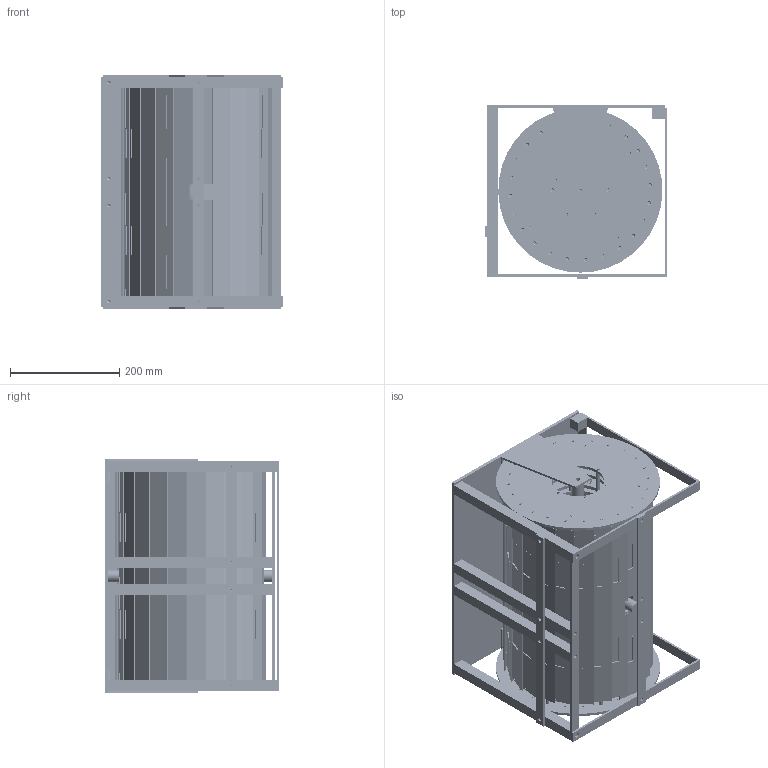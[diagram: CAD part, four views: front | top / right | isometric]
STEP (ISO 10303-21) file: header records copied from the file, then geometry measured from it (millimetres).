
FILE_DESCRIPTION((''),'2;1');
FILE_NAME('DD-MVDmodel1-3_FULL.stp','2008-05-29T13:09:46',('thomas'),(''),'Autodesk Inventor 2008','Autodesk Inventor 2008','');
FILE_SCHEMA(('AUTOMOTIVE_DESIGN { 1 0 10303 214 1 1 1 1 }'));
Length unit declared in the file: millimetre
Products named in the file (88): MVD-BTS-MSUP; MVD; MVD-LT; MVD-BL-HB; MVD-BL3; MVD-BL3-DN; GSUP-BL-3-DN; GSUP-BL-3-HR-vtx; GSUP-BL-3-HR-CAP-DN; GSUP-BL-CBR-M; GSUP-BL-SPC-S; BL-3-DN-SMOD-TP; BL-3-DN-LSUP-STV-TP; BL-SENS-STRIPRECT; BL-SENS-STRIPRECT-PASSIVE; BL-SENS-STRIPRECT-ACTIVE; BL-3-DN-SMOD-ZL; BL-3-DN-LSUP-STV-ZL; BL-3-DN-SMOD-ZS; BL-3-DN-LSUP-STV-ZS; MVD-BL3-UP; GSUP-BL-3-UP; GSUP-BL-3-HR-CAP-UP; GSUP-BL-CBR-L; GSUP-BL-CBR-S; BL-3-UP-SMOD-ZL; BL-3-UP-LSUP-STV-ZL; BL-3-UP-SMOD-TP; BL-3-UP-LSUP-STV-TP; BL-3-UP-SMOD-ZS; BL-3-UP-LSUP-STV-ZS; MVD-BL4; MVD-BL4-DN; GSUP-BL-4-DN; GSUP-BL-4-HR-vtx; GSUP-BL-4-HR-CAP-DN; BL-4-DN-SMOD-ZL; BL-4-LSUP-STV-ZL; BL-4-DN-SMOD-TP; BL-4-LSUP-STV-TP ...
Assembly tree (308 placements, depth 9):
  MVD-BTS-MSUP
    MVD
      MVD-LT
        MVD-BL-HB
          MVD-BL3
            MVD-BL3-DN
              GSUP-BL-3-DN
                GSUP-BL-3-HR-vtx
                GSUP-BL-3-HR-CAP-DN
                GSUP-BL-CBR-M  x8
                GSUP-BL-SPC-S  x4
              BL-3-DN-SMOD-TP
                BL-3-DN-LSUP-STV-TP
                BL-SENS-STRIPRECT  x2
                  BL-SENS-STRIPRECT-PASSIVE
                  BL-SENS-STRIPRECT-ACTIVE
              BL-3-DN-SMOD-ZL  x6
                BL-3-DN-LSUP-STV-ZL
                BL-SENS-STRIPRECT
                  BL-SENS-STRIPRECT-PASSIVE
                  BL-SENS-STRIPRECT-ACTIVE
              BL-3-DN-SMOD-ZS
                BL-3-DN-LSUP-STV-ZS
                BL-SENS-STRIPRECT  x2
                  BL-SENS-STRIPRECT-PASSIVE
                  BL-SENS-STRIPRECT-ACTIVE
            MVD-BL3-UP
              GSUP-BL-3-UP
                GSUP-BL-3-HR-vtx
                GSUP-BL-3-HR-CAP-UP
                GSUP-BL-CBR-L  x8
                GSUP-BL-CBR-S  x7
                GSUP-BL-SPC-S  x4
              BL-3-UP-SMOD-ZL  x6
                BL-3-UP-LSUP-STV-ZL
                BL-SENS-STRIPRECT
                  BL-SENS-STRIPRECT-PASSIVE
                  BL-SENS-STRIPRECT-ACTIVE
              BL-3-UP-SMOD-TP
                BL-3-UP-LSUP-STV-TP
                BL-SENS-STRIPRECT  x3
                  BL-SENS-STRIPRECT-PASSIVE
                  BL-SENS-STRIPRECT-ACTIVE
              BL-3-UP-SMOD-ZS
                BL-3-UP-LSUP-STV-ZS
                BL-SENS-STRIPRECT  x3
                  BL-SENS-STRIPRECT-PASSIVE
                  BL-SENS-STRIPRECT-ACTIVE
          MVD-BL4
            MVD-BL4-DN
              GSUP-BL-4-DN
                GSUP-BL-4-HR-vtx
                GSUP-BL-4-HR-CAP-DN
                GSUP-BL-CBR-L  x12
                GSUP-BL-SPC-S  x4
              BL-4-DN-SMOD-ZL  x10
                BL-4-LSUP-STV-ZL
                BL-SENS-STRIPRECT
                  BL-SENS-STRIPRECT-PASSIVE
                  BL-SENS-STRIPRECT-ACTIVE
Bounding box: 332 x 318 x 428 mm (x, y, z)
Volume: 5766584.2 mm3; surface area: 4002166.2 mm2
Topology: 884 solids, 885 shells, 8948 faces, 20929 edges, 14008 vertices
Faces by surface type: plane 7292, bspline 791, cylinder 734, cone 131
Full cylindrical faces by diameter (mm): 1.567 x2, 2.387 x42, 2.4 x2, 2.459 x6, 2.5 x282, 3 x44, 3.4 x2, 4 x116, 6 x39, 6.6 x12, 7 x10, 8 x4, 22 x3, 22.5 x4, 36 x4, 63.5 x1, 70 x1, 75 x2, 99 x2, 105.5 x1, 110 x2, 150 x2
Entity records: 44044 total; most frequent: CARTESIAN_POINT 16791, DIRECTION 4840, ORIENTED_EDGE 4254, EDGE_LOOP 2190, EDGE_CURVE 2127, AXIS2_PLACEMENT_3D 1839, VERTEX_POINT 1695, VECTOR 1162
